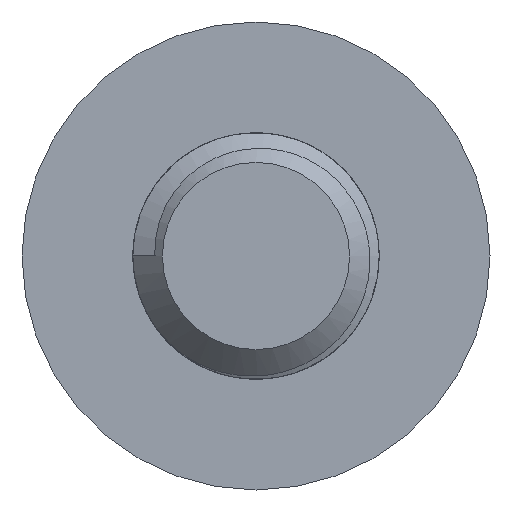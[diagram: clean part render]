
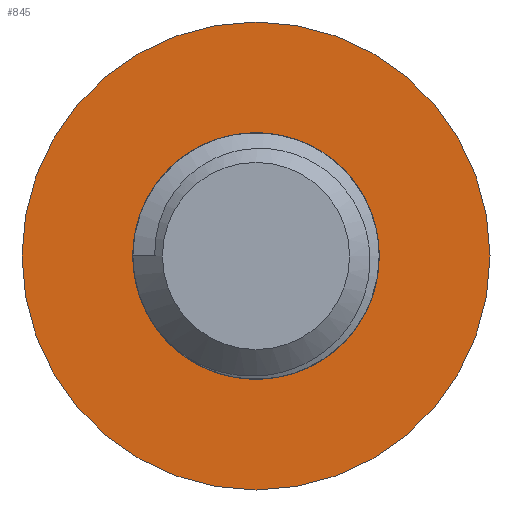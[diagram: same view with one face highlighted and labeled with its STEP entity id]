
A CAD part, left-side view. The second image highlights one B-rep face of the part: STEP entity #845.
In plain terms, the highlighted face is planar.
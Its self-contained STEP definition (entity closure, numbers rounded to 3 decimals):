
#23=PLANE('',#925);
#35=FACE_BOUND('',#173,.T.);
#71=CIRCLE('',#893,2.5);
#72=CIRCLE('',#895,2.5);
#75=CIRCLE('',#911,4.75);
#84=CIRCLE('',#926,2.5);
#118=FACE_OUTER_BOUND('',#172,.T.);
#172=EDGE_LOOP('',(#661));
#173=EDGE_LOOP('',(#662,#663,#664));
#354=VERTEX_POINT('',#1611);
#357=VERTEX_POINT('',#1633);
#360=VERTEX_POINT('',#1654);
#386=VERTEX_POINT('',#2522);
#448=EDGE_CURVE('',#357,#354,#71,.T.);
#451=EDGE_CURVE('',#360,#357,#72,.T.);
#490=EDGE_CURVE('',#386,#386,#75,.T.);
#504=EDGE_CURVE('',#354,#360,#84,.T.);
#661=ORIENTED_EDGE('',*,*,#490,.F.);
#662=ORIENTED_EDGE('',*,*,#451,.F.);
#663=ORIENTED_EDGE('',*,*,#504,.F.);
#664=ORIENTED_EDGE('',*,*,#448,.F.);
#845=ADVANCED_FACE('',(#118,#35),#23,.F.);
#893=AXIS2_PLACEMENT_3D('',#1649,#992,#993);
#895=AXIS2_PLACEMENT_3D('',#1667,#997,#998);
#911=AXIS2_PLACEMENT_3D('',#2524,#1041,#1042);
#925=AXIS2_PLACEMENT_3D('',#2629,#1071,#1072);
#926=AXIS2_PLACEMENT_3D('',#2630,#1073,#1074);
#992=DIRECTION('center_axis',(0.,0.,-1.));
#993=DIRECTION('ref_axis',(1.,0.,0.));
#997=DIRECTION('center_axis',(0.,0.,-1.));
#998=DIRECTION('ref_axis',(1.,0.,0.));
#1041=DIRECTION('center_axis',(0.,0.,1.));
#1042=DIRECTION('ref_axis',(1.,0.,0.));
#1071=DIRECTION('center_axis',(0.,0.,1.));
#1072=DIRECTION('ref_axis',(1.,0.,0.));
#1073=DIRECTION('center_axis',(0.,0.,-1.));
#1074=DIRECTION('ref_axis',(1.,0.,0.));
#1611=CARTESIAN_POINT('',(0.,-2.5,-2.75));
#1633=CARTESIAN_POINT('',(1.768,-1.768,-2.75));
#1649=CARTESIAN_POINT('Origin',(0.,0.,-2.75));
#1654=CARTESIAN_POINT('',(2.5,0.,-2.75));
#1667=CARTESIAN_POINT('Origin',(0.,0.,-2.75));
#2522=CARTESIAN_POINT('',(-4.75,0.,-2.75));
#2524=CARTESIAN_POINT('Origin',(0.,0.,-2.75));
#2629=CARTESIAN_POINT('Origin',(0.,-4.75,-2.75));
#2630=CARTESIAN_POINT('Origin',(0.,0.,-2.75));
